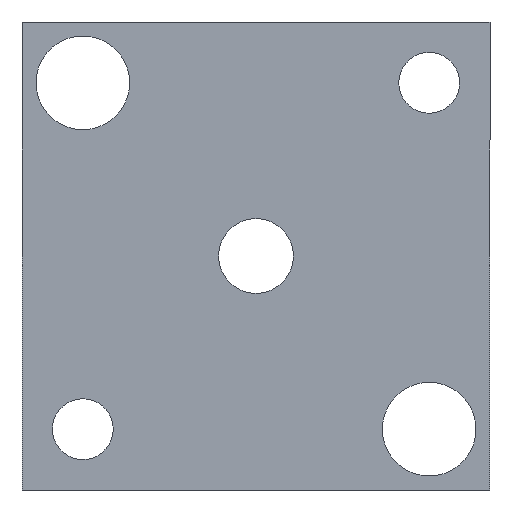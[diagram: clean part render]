
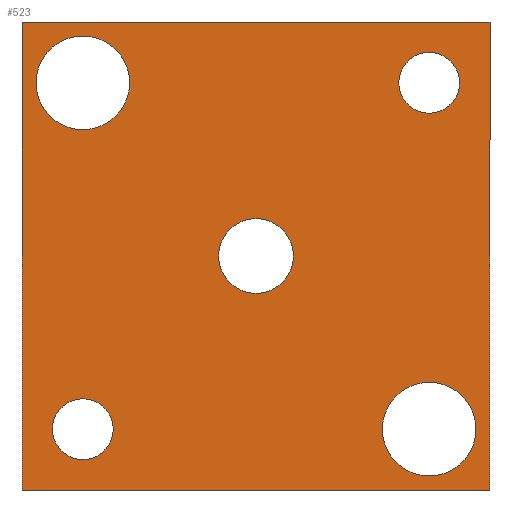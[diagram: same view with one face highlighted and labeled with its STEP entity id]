
A CAD part, front view. The second image highlights one B-rep face of the part: STEP entity #523.
In plain terms, the highlighted planar face has unit normal (0, -1, 0).
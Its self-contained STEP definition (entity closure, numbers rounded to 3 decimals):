
#6 = VERTEX_POINT ( 'NONE', #94 ) ;
#9 = EDGE_LOOP ( 'NONE', ( #22, #49 ) ) ;
#12 = EDGE_LOOP ( 'NONE', ( #540, #527 ) ) ;
#18 = VERTEX_POINT ( 'NONE', #108 ) ;
#19 = ORIENTED_EDGE ( 'NONE', *, *, #256, .F. ) ;
#22 = ORIENTED_EDGE ( 'NONE', *, *, #548, .T. ) ;
#28 = VERTEX_POINT ( 'NONE', #198 ) ;
#29 = VERTEX_POINT ( 'NONE', #214 ) ;
#36 = EDGE_CURVE ( 'NONE', #18, #519, #271, .T. ) ;
#40 = EDGE_CURVE ( 'NONE', #519, #297, #338, .T. ) ;
#42 = ORIENTED_EDGE ( 'NONE', *, *, #70, .F. ) ;
#43 = ORIENTED_EDGE ( 'NONE', *, *, #69, .T. ) ;
#47 = VERTEX_POINT ( 'NONE', #393 ) ;
#49 = ORIENTED_EDGE ( 'NONE', *, *, #173, .T. ) ;
#58 = EDGE_CURVE ( 'NONE', #518, #72, #441, .T. ) ;
#61 = VERTEX_POINT ( 'NONE', #449 ) ;
#65 = EDGE_LOOP ( 'NONE', ( #42, #254, #233, #19 ) ) ;
#69 = EDGE_CURVE ( 'NONE', #29, #356, #109, .T. ) ;
#70 = EDGE_CURVE ( 'NONE', #297, #211, #117, .T. ) ;
#72 = VERTEX_POINT ( 'NONE', #125 ) ;
#73 = EDGE_CURVE ( 'NONE', #355, #28, #140, .T. ) ;
#94 = CARTESIAN_POINT ( 'NONE',  ( 18.5, 0., -23.5 ) ) ;
#108 = CARTESIAN_POINT ( 'NONE',  ( 25., 0., 25. ) ) ;
#109 = CIRCLE ( 'NONE', #110, 3.25 ) ;
#110 = AXIS2_PLACEMENT_3D ( 'NONE', #111, #112, #116 ) ;
#111 = CARTESIAN_POINT ( 'NONE',  ( 18.5, 0., 18.5 ) ) ;
#112 = DIRECTION ( 'NONE',  ( 0., 1., 0. ) ) ;
#116 = DIRECTION ( 'NONE',  ( 0., 0., 1. ) ) ;
#117 = LINE ( 'NONE', #118, #119 ) ;
#118 = CARTESIAN_POINT ( 'NONE',  ( -25., 0., -25. ) ) ;
#119 = VECTOR ( 'NONE', #120, 1000. ) ;
#120 = DIRECTION ( 'NONE',  ( 0., 0., 1. ) ) ;
#125 = CARTESIAN_POINT ( 'NONE',  ( -18.5, 0., 23.5 ) ) ;
#140 = CIRCLE ( 'NONE', #141, 4. ) ;
#141 = AXIS2_PLACEMENT_3D ( 'NONE', #142, #143, #144 ) ;
#142 = CARTESIAN_POINT ( 'NONE',  ( 0., 0., 0. ) ) ;
#143 = DIRECTION ( 'NONE',  ( 0., 1., 0. ) ) ;
#144 = DIRECTION ( 'NONE',  ( 0., 0., 1. ) ) ;
#173 = EDGE_CURVE ( 'NONE', #47, #6, #262, .T. ) ;
#198 = CARTESIAN_POINT ( 'NONE',  ( 0., 0., 4. ) ) ;
#199 = CARTESIAN_POINT ( 'NONE',  ( -18.5, 0., 13.5 ) ) ;
#211 = VERTEX_POINT ( 'NONE', #302 ) ;
#212 = ORIENTED_EDGE ( 'NONE', *, *, #58, .T. ) ;
#214 = CARTESIAN_POINT ( 'NONE',  ( 18.5, 0., 15.25 ) ) ;
#215 = CARTESIAN_POINT ( 'NONE',  ( 25., 0., -25. ) ) ;
#233 = ORIENTED_EDGE ( 'NONE', *, *, #36, .F. ) ;
#245 = FACE_BOUND ( 'NONE', #293, .T. ) ;
#246 = FACE_BOUND ( 'NONE', #12, .T. ) ;
#247 = FACE_OUTER_BOUND ( 'NONE', #65, .T. ) ;
#248 = FACE_BOUND ( 'NONE', #9, .T. ) ;
#249 = FACE_BOUND ( 'NONE', #511, .T. ) ;
#250 = FACE_BOUND ( 'NONE', #354, .T. ) ;
#251 = PLANE ( 'NONE',  #252 ) ;
#252 = AXIS2_PLACEMENT_3D ( 'NONE', #258, #259, #260 ) ;
#253 = EDGE_CURVE ( 'NONE', #356, #29, #328, .T. ) ;
#254 = ORIENTED_EDGE ( 'NONE', *, *, #40, .F. ) ;
#256 = EDGE_CURVE ( 'NONE', #211, #18, #360, .T. ) ;
#258 = CARTESIAN_POINT ( 'NONE',  ( -25., 0., -25. ) ) ;
#259 = DIRECTION ( 'NONE',  ( 0., 1., 0. ) ) ;
#260 = DIRECTION ( 'NONE',  ( 0., 0., 1. ) ) ;
#262 = CIRCLE ( 'NONE', #263, 5. ) ;
#263 = AXIS2_PLACEMENT_3D ( 'NONE', #264, #265, #266 ) ;
#264 = CARTESIAN_POINT ( 'NONE',  ( 18.5, 0., -18.5 ) ) ;
#265 = DIRECTION ( 'NONE',  ( 0., 1., 0. ) ) ;
#266 = DIRECTION ( 'NONE',  ( 0., 0., 1. ) ) ;
#271 = LINE ( 'NONE', #272, #273 ) ;
#272 = CARTESIAN_POINT ( 'NONE',  ( 25., 0., -25. ) ) ;
#273 = VECTOR ( 'NONE', #277, 1000. ) ;
#277 = DIRECTION ( 'NONE',  ( 0., 0., -1. ) ) ;
#293 = EDGE_LOOP ( 'NONE', ( #43, #334 ) ) ;
#297 = VERTEX_POINT ( 'NONE', #392 ) ;
#302 = CARTESIAN_POINT ( 'NONE',  ( -25., 0., 25. ) ) ;
#328 = CIRCLE ( 'NONE', #329, 3.25 ) ;
#329 = AXIS2_PLACEMENT_3D ( 'NONE', #330, #331, #332 ) ;
#330 = CARTESIAN_POINT ( 'NONE',  ( 18.5, 0., 18.5 ) ) ;
#331 = DIRECTION ( 'NONE',  ( 0., 1., 0. ) ) ;
#332 = DIRECTION ( 'NONE',  ( 0., 0., 1. ) ) ;
#334 = ORIENTED_EDGE ( 'NONE', *, *, #253, .T. ) ;
#338 = LINE ( 'NONE', #339, #340 ) ;
#339 = CARTESIAN_POINT ( 'NONE',  ( -25., 0., -25. ) ) ;
#340 = VECTOR ( 'NONE', #341, 1000. ) ;
#341 = DIRECTION ( 'NONE',  ( -1., 0., 0. ) ) ;
#354 = EDGE_LOOP ( 'NONE', ( #505, #535 ) ) ;
#355 = VERTEX_POINT ( 'NONE', #412 ) ;
#356 = VERTEX_POINT ( 'NONE', #414 ) ;
#360 = LINE ( 'NONE', #361, #362 ) ;
#361 = CARTESIAN_POINT ( 'NONE',  ( -25., 0., 25. ) ) ;
#362 = VECTOR ( 'NONE', #363, 1000. ) ;
#363 = DIRECTION ( 'NONE',  ( 1., 0., 0. ) ) ;
#375 = CIRCLE ( 'NONE', #376, 3.25 ) ;
#376 = AXIS2_PLACEMENT_3D ( 'NONE', #377, #378, #379 ) ;
#377 = CARTESIAN_POINT ( 'NONE',  ( -18.5, 0., -18.5 ) ) ;
#378 = DIRECTION ( 'NONE',  ( 0., 1., 0. ) ) ;
#379 = DIRECTION ( 'NONE',  ( 0., 0., 1. ) ) ;
#392 = CARTESIAN_POINT ( 'NONE',  ( -25., 0., -25. ) ) ;
#393 = CARTESIAN_POINT ( 'NONE',  ( 18.5, 0., -13.5 ) ) ;
#412 = CARTESIAN_POINT ( 'NONE',  ( 0., 0., -4. ) ) ;
#413 = CARTESIAN_POINT ( 'NONE',  ( -18.5, 0., -15.25 ) ) ;
#414 = CARTESIAN_POINT ( 'NONE',  ( 18.5, 0., 21.75 ) ) ;
#416 = CIRCLE ( 'NONE', #417, 3.25 ) ;
#417 = AXIS2_PLACEMENT_3D ( 'NONE', #418, #419, #420 ) ;
#418 = CARTESIAN_POINT ( 'NONE',  ( -18.5, 0., -18.5 ) ) ;
#419 = DIRECTION ( 'NONE',  ( 0., 1., 0. ) ) ;
#420 = DIRECTION ( 'NONE',  ( 0., 0., 1. ) ) ;
#441 = CIRCLE ( 'NONE', #442, 5. ) ;
#442 = AXIS2_PLACEMENT_3D ( 'NONE', #444, #445, #446 ) ;
#444 = CARTESIAN_POINT ( 'NONE',  ( -18.5, 0., 18.5 ) ) ;
#445 = DIRECTION ( 'NONE',  ( 0., 1., 0. ) ) ;
#446 = DIRECTION ( 'NONE',  ( 0., 0., 1. ) ) ;
#449 = CARTESIAN_POINT ( 'NONE',  ( -18.5, 0., -21.75 ) ) ;
#463 = CIRCLE ( 'NONE', #464, 5. ) ;
#464 = AXIS2_PLACEMENT_3D ( 'NONE', #465, #466, #467 ) ;
#465 = CARTESIAN_POINT ( 'NONE',  ( -18.5, 0., 18.5 ) ) ;
#466 = DIRECTION ( 'NONE',  ( 0., 1., 0. ) ) ;
#467 = DIRECTION ( 'NONE',  ( 0., 0., 1. ) ) ;
#468 = CIRCLE ( 'NONE', #469, 4. ) ;
#469 = AXIS2_PLACEMENT_3D ( 'NONE', #470, #471, #472 ) ;
#470 = CARTESIAN_POINT ( 'NONE',  ( 0., 0., 0. ) ) ;
#471 = DIRECTION ( 'NONE',  ( 0., 1., 0. ) ) ;
#472 = DIRECTION ( 'NONE',  ( 0., 0., 1. ) ) ;
#474 = CIRCLE ( 'NONE', #475, 5. ) ;
#475 = AXIS2_PLACEMENT_3D ( 'NONE', #476, #477, #478 ) ;
#476 = CARTESIAN_POINT ( 'NONE',  ( 18.5, 0., -18.5 ) ) ;
#477 = DIRECTION ( 'NONE',  ( 0., 1., 0. ) ) ;
#478 = DIRECTION ( 'NONE',  ( 0., 0., 1. ) ) ;
#505 = ORIENTED_EDGE ( 'NONE', *, *, #73, .T. ) ;
#511 = EDGE_LOOP ( 'NONE', ( #212, #512 ) ) ;
#512 = ORIENTED_EDGE ( 'NONE', *, *, #546, .T. ) ;
#518 = VERTEX_POINT ( 'NONE', #199 ) ;
#519 = VERTEX_POINT ( 'NONE', #215 ) ;
#523 = ADVANCED_FACE ( 'NONE', ( #245, #246, #247, #248, #249, #250 ), #251, .F. ) ;
#527 = ORIENTED_EDGE ( 'NONE', *, *, #531, .T. ) ;
#531 = EDGE_CURVE ( 'NONE', #537, #61, #375, .T. ) ;
#535 = ORIENTED_EDGE ( 'NONE', *, *, #547, .T. ) ;
#537 = VERTEX_POINT ( 'NONE', #413 ) ;
#538 = EDGE_CURVE ( 'NONE', #61, #537, #416, .T. ) ;
#540 = ORIENTED_EDGE ( 'NONE', *, *, #538, .T. ) ;
#546 = EDGE_CURVE ( 'NONE', #72, #518, #463, .T. ) ;
#547 = EDGE_CURVE ( 'NONE', #28, #355, #468, .T. ) ;
#548 = EDGE_CURVE ( 'NONE', #6, #47, #474, .T. ) ;
